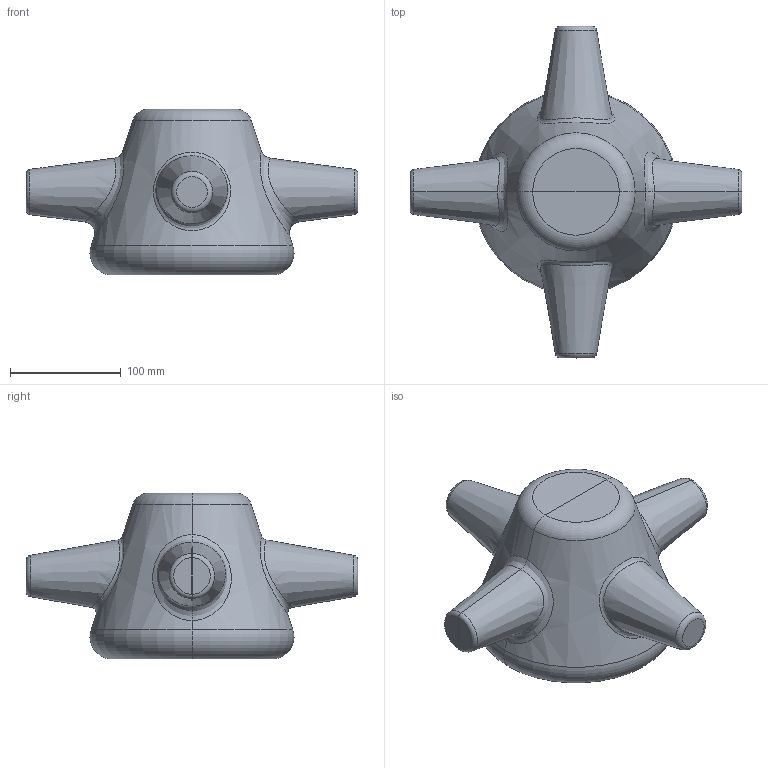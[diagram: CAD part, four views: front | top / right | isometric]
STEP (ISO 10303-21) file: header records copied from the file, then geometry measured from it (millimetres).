
FILE_DESCRIPTION (( 'STEP AP214' ), '1' );
FILE_NAME ('Exercise 1.0.STEP', '2025-04-16T14:21:31', ( '' ), ( '' ), 'SwSTEP 2.0', 'SolidWorks 2025', '' );
FILE_SCHEMA (( 'AUTOMOTIVE_DESIGN' ));
Length unit declared in the file: millimetre
Products named in the file (1): Exercise 1.0
Bounding box: 300 x 300 x 150 mm (x, y, z)
Volume: 275497.9 mm3; surface area: 278736.9 mm2
Topology: 2 solids, 2 shells, 70 faces, 182 edges, 122 vertices
Faces by surface type: plane 22, torus 20, cone 16, bspline 12
Entity records: 7416 total; most frequent: CARTESIAN_POINT 5783, DIRECTION 342, ORIENTED_EDGE 320, EDGE_CURVE 160, AXIS2_PLACEMENT_3D 147, VERTEX_POINT 112, CIRCLE 88, EDGE_LOOP 88
